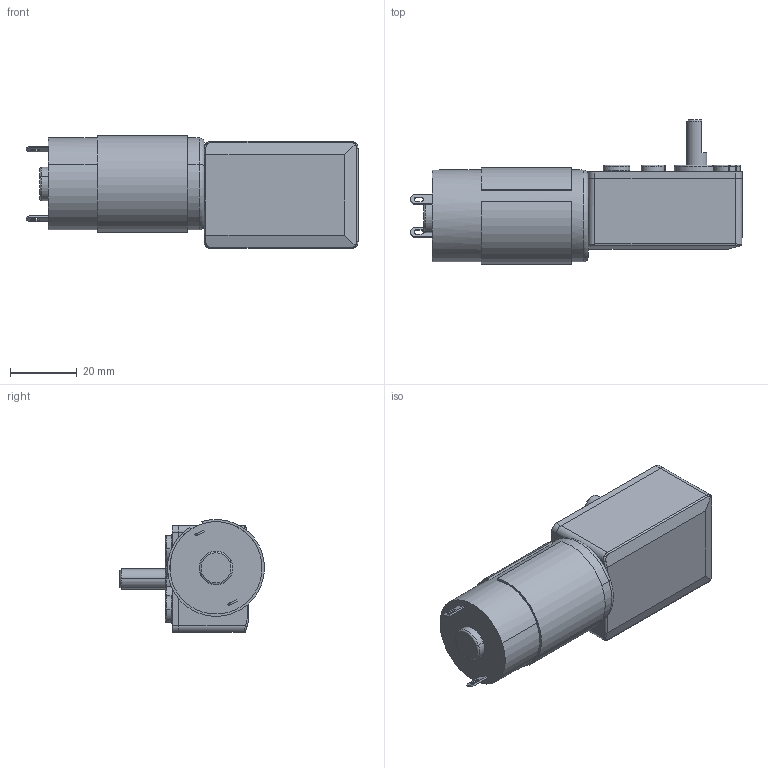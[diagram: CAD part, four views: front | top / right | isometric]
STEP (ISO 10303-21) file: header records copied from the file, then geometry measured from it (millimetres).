
FILE_DESCRIPTION((''),'2;1');
FILE_NAME('DS-46SW395-A_ASM','2024-07-10T',('86157'),(''),'PRO/ENGINEER BY PARAMETRIC TECHNOLOGY CORPORATION, 2010280','PRO/ENGINEER BY PARAMETRIC TECHNOLOGY CORPORATION, 2010280','');
FILE_SCHEMA(('CONFIG_CONTROL_DESIGN'));
Length unit declared in the file: millimetre
Products named in the file (5): JIKE; GAIBAN; 395; DM046P351001; DS-46SW395-A_ASM
Assembly tree (7 placements, depth 2):
  DS-46SW395-A_ASM
    JIKE
    GAIBAN
    395
    DM046P351001  x4
Bounding box: 99.3 x 43.35 x 33.79 mm (x, y, z)
Volume: 40960.2 mm3; surface area: 19108 mm2
Topology: 7 solids, 7 shells, 403 faces, 968 edges, 609 vertices
Faces by surface type: plane 156, cylinder 151, torus 39, cone 37, bspline 12, sphere 4, extrusion 4
Entity records: 10447 total; most frequent: CARTESIAN_POINT 2325, DIRECTION 1773, ORIENTED_EDGE 1604, EDGE_CURVE 802, AXIS2_PLACEMENT_3D 690, VERTEX_POINT 507, VECTOR 393, LINE 389
